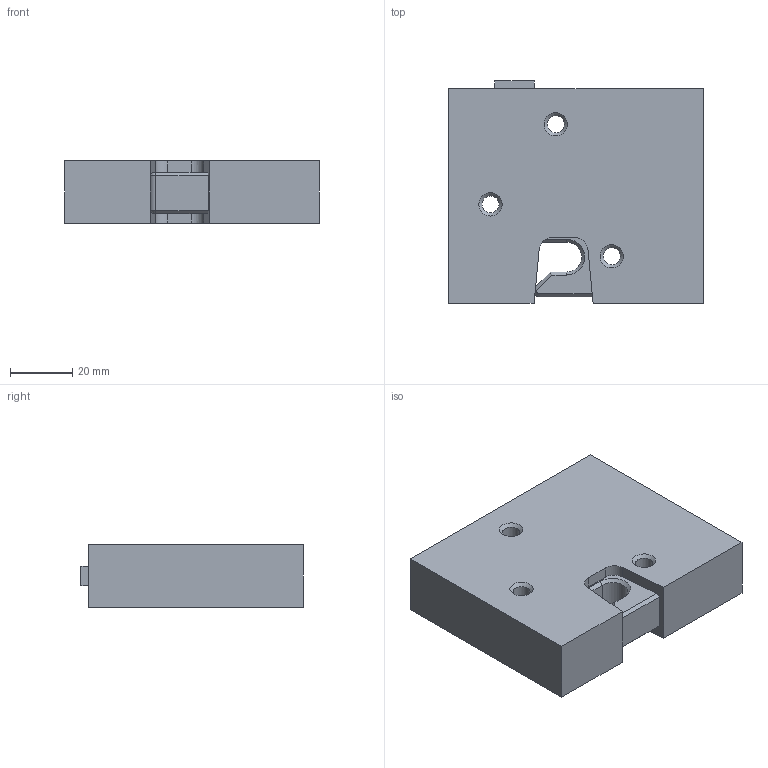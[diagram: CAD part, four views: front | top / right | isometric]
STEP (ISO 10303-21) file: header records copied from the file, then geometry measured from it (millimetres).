
FILE_DESCRIPTION(('FreeCAD Model'),'2;1');
FILE_NAME('serrure-fermee.step' ,'2018-06-29T14:49:35',('Author'),(''), 'Open CASCADE STEP processor 7.2','FreeCAD','Unknown');
FILE_SCHEMA(('AUTOMOTIVE_DESIGN_CC2 { 1 2 10303 214 -1 1 5 4 }'));
Length unit declared in the file: millimetre
Products named in the file (1): refine_Fusion
Bounding box: 82 x 71.5 x 20 mm (x, y, z)
Volume: 107097.6 mm3; surface area: 18913.6 mm2
Topology: 1 solids, 1 shells, 64 faces, 168 edges, 108 vertices
Faces by surface type: plane 46, cone 10, cylinder 8
Full cylindrical faces by diameter (mm): 5.5 x3
Entity records: 4246 total; most frequent: CARTESIAN_POINT 853, DIRECTION 627, LINE 408, VECTOR 408, ORIENTED_EDGE 336, PCURVE 336, DEFINITIONAL_REPRESENTATION 336, EDGE_CURVE 168
